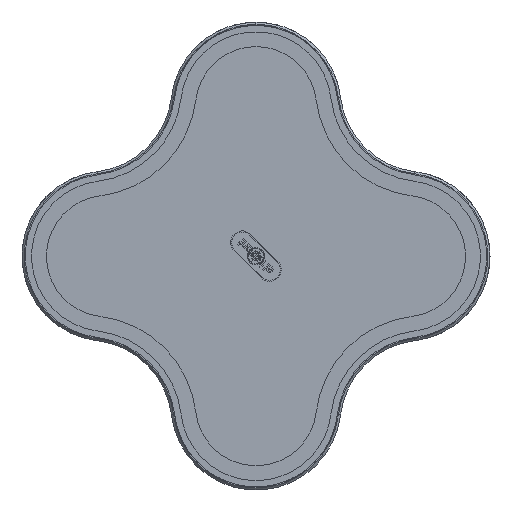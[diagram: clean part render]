
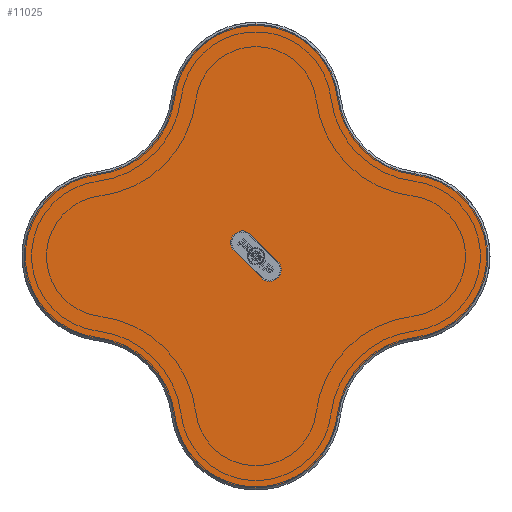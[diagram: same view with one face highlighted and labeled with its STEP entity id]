
A CAD part, front view. The second image highlights one B-rep face of the part: STEP entity #11025.
In plain terms, the highlighted face is planar.
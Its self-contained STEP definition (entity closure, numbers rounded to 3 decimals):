
#5 = ORIENTED_EDGE ( 'NONE', *, *, #14903, .T. ) ;
#49 = EDGE_CURVE ( 'NONE', #6899, #15775, #15783, .T. ) ;
#194 = CARTESIAN_POINT ( 'NONE',  ( -74.602, 8., -38.727 ) ) ;
#222 = VERTEX_POINT ( 'NONE', #15745 ) ;
#827 = VERTEX_POINT ( 'NONE', #983 ) ;
#983 = CARTESIAN_POINT ( 'NONE',  ( -10.253, 8., -2.475 ) ) ;
#1128 = CIRCLE ( 'NONE', #7428, 5.5 ) ;
#1178 = VERTEX_POINT ( 'NONE', #1226 ) ;
#1225 = CIRCLE ( 'NONE', #2897, 41. ) ;
#1226 = CARTESIAN_POINT ( 'NONE',  ( -38.727, 8., 74.602 ) ) ;
#1312 = LINE ( 'NONE', #8255, #6018 ) ;
#1341 = VERTEX_POINT ( 'NONE', #10645 ) ;
#1398 = AXIS2_PLACEMENT_3D ( 'NONE', #5164, #8979, #12747 ) ;
#1621 = AXIS2_PLACEMENT_3D ( 'NONE', #2561, #3931, #11321 ) ;
#1630 = DIRECTION ( 'NONE',  ( 0., 1., 0. ) ) ;
#2064 = DIRECTION ( 'NONE',  ( 0., 0., 1. ) ) ;
#2203 = CARTESIAN_POINT ( 'NONE',  ( 10.253, 8., 2.475 ) ) ;
#2239 = VERTEX_POINT ( 'NONE', #14944 ) ;
#2465 = CARTESIAN_POINT ( 'NONE',  ( -70., 8., 0. ) ) ;
#2473 = AXIS2_PLACEMENT_3D ( 'NONE', #6638, #9134, #10350 ) ;
#2536 = CARTESIAN_POINT ( 'NONE',  ( 74.602, 8., -38.727 ) ) ;
#2561 = CARTESIAN_POINT ( 'NONE',  ( 0., 8., -70. ) ) ;
#2621 = CARTESIAN_POINT ( 'NONE',  ( 38.727, 8., 74.602 ) ) ;
#2897 = AXIS2_PLACEMENT_3D ( 'NONE', #15978, #8550, #9752 ) ;
#2956 = ORIENTED_EDGE ( 'NONE', *, *, #15792, .T. ) ;
#3135 = CIRCLE ( 'NONE', #1621, 39. ) ;
#3242 = CARTESIAN_POINT ( 'NONE',  ( 70., 8., 0. ) ) ;
#3549 = ORIENTED_EDGE ( 'NONE', *, *, #6774, .F. ) ;
#3553 = CIRCLE ( 'NONE', #1398, 39. ) ;
#3578 = CARTESIAN_POINT ( 'NONE',  ( 6.364, 8., 6.364 ) ) ;
#3595 = EDGE_LOOP ( 'NONE', ( #6354, #11551, #3549, #10014, #9122 ) ) ;
#3931 = DIRECTION ( 'NONE',  ( 0., 1., 0. ) ) ;
#4095 = DIRECTION ( 'NONE',  ( 0., 0., 1. ) ) ;
#4301 = VERTEX_POINT ( 'NONE', #2203 ) ;
#4317 = DIRECTION ( 'NONE',  ( 0., -1., 0. ) ) ;
#4523 = AXIS2_PLACEMENT_3D ( 'NONE', #2465, #16180, #8862 ) ;
#4529 = CARTESIAN_POINT ( 'NONE',  ( -79.441, 8., 79.441 ) ) ;
#4580 = DIRECTION ( 'NONE',  ( 0., 0., 1. ) ) ;
#4628 = DIRECTION ( 'NONE',  ( 0., 1., 0. ) ) ;
#4779 = DIRECTION ( 'NONE',  ( 0., 0., 1. ) ) ;
#5006 = CIRCLE ( 'NONE', #6806, 41. ) ;
#5164 = CARTESIAN_POINT ( 'NONE',  ( 0., 8., 70. ) ) ;
#5294 = DIRECTION ( 'NONE',  ( 0., 1., 0. ) ) ;
#5514 = PLANE ( 'NONE',  #9125 ) ;
#5659 = VECTOR ( 'NONE', #12452, 1000. ) ;
#5663 = VERTEX_POINT ( 'NONE', #2621 ) ;
#5803 = EDGE_CURVE ( 'NONE', #7138, #12754, #11971, .T. ) ;
#5872 = CARTESIAN_POINT ( 'NONE',  ( 0., 8., -70. ) ) ;
#6018 = VECTOR ( 'NONE', #12156, 1000. ) ;
#6255 = ORIENTED_EDGE ( 'NONE', *, *, #5803, .T. ) ;
#6354 = ORIENTED_EDGE ( 'NONE', *, *, #6479, .F. ) ;
#6479 = EDGE_CURVE ( 'NONE', #222, #827, #1128, .T. ) ;
#6611 = CARTESIAN_POINT ( 'NONE',  ( 38.727, 8., -74.602 ) ) ;
#6638 = CARTESIAN_POINT ( 'NONE',  ( -79.441, 8., -79.441 ) ) ;
#6671 = CARTESIAN_POINT ( 'NONE',  ( 74.72, 8., -39.72 ) ) ;
#6774 = EDGE_CURVE ( 'NONE', #12663, #4301, #15957, .T. ) ;
#6806 = AXIS2_PLACEMENT_3D ( 'NONE', #4529, #6995, #14497 ) ;
#6819 = AXIS2_PLACEMENT_3D ( 'NONE', #5872, #4628, #4580 ) ;
#6899 = VERTEX_POINT ( 'NONE', #2536 ) ;
#6938 = CIRCLE ( 'NONE', #4523, 39. ) ;
#6955 = EDGE_LOOP ( 'NONE', ( #9222, #13963, #11728, #6255, #13025, #2956, #9333, #15408, #5 ) ) ;
#6995 = DIRECTION ( 'NONE',  ( 0., -1., 0. ) ) ;
#7138 = VERTEX_POINT ( 'NONE', #14687 ) ;
#7428 = AXIS2_PLACEMENT_3D ( 'NONE', #15329, #5294, #4095 ) ;
#7939 = CARTESIAN_POINT ( 'NONE',  ( 79.441, 8., -79.441 ) ) ;
#8255 = CARTESIAN_POINT ( 'NONE',  ( -2.475, 8., -10.253 ) ) ;
#8325 = CIRCLE ( 'NONE', #6819, 39. ) ;
#8533 = AXIS2_PLACEMENT_3D ( 'NONE', #3242, #9656, #2064 ) ;
#8550 = DIRECTION ( 'NONE',  ( 0., -1., 0. ) ) ;
#8823 = VERTEX_POINT ( 'NONE', #11594 ) ;
#8862 = DIRECTION ( 'NONE',  ( 0., 0., 1. ) ) ;
#8979 = DIRECTION ( 'NONE',  ( 0., 1., 0. ) ) ;
#9122 = ORIENTED_EDGE ( 'NONE', *, *, #13845, .F. ) ;
#9125 = AXIS2_PLACEMENT_3D ( 'NONE', #6671, #1630, #12869 ) ;
#9134 = DIRECTION ( 'NONE',  ( 0., -1., 0. ) ) ;
#9222 = ORIENTED_EDGE ( 'NONE', *, *, #49, .T. ) ;
#9333 = ORIENTED_EDGE ( 'NONE', *, *, #11541, .T. ) ;
#9656 = DIRECTION ( 'NONE',  ( 0., 1., 0. ) ) ;
#9752 = DIRECTION ( 'NONE',  ( 0., 0., 1. ) ) ;
#9941 = EDGE_CURVE ( 'NONE', #15775, #13655, #8325, .T. ) ;
#10014 = ORIENTED_EDGE ( 'NONE', *, *, #15534, .F. ) ;
#10027 = FACE_BOUND ( 'NONE', #3595, .T. ) ;
#10087 = EDGE_CURVE ( 'NONE', #5663, #2239, #1225, .T. ) ;
#10189 = EDGE_CURVE ( 'NONE', #12754, #8823, #6938, .T. ) ;
#10350 = DIRECTION ( 'NONE',  ( 0., 0., 1. ) ) ;
#10645 = CARTESIAN_POINT ( 'NONE',  ( 2.475, 8., 10.253 ) ) ;
#10973 = LINE ( 'NONE', #13602, #5659 ) ;
#11025 = ADVANCED_FACE ( 'NONE', ( #10027, #13723 ), #5514, .T. ) ;
#11084 = AXIS2_PLACEMENT_3D ( 'NONE', #3578, #11294, #12471 ) ;
#11294 = DIRECTION ( 'NONE',  ( 0., 1., 0. ) ) ;
#11321 = DIRECTION ( 'NONE',  ( 0., 0., 1. ) ) ;
#11541 = EDGE_CURVE ( 'NONE', #1178, #5663, #3553, .T. ) ;
#11551 = ORIENTED_EDGE ( 'NONE', *, *, #14995, .F. ) ;
#11594 = CARTESIAN_POINT ( 'NONE',  ( -74.602, 8., 38.727 ) ) ;
#11728 = ORIENTED_EDGE ( 'NONE', *, *, #12636, .T. ) ;
#11790 = DIRECTION ( 'NONE',  ( 0., 0., 1. ) ) ;
#11924 = CARTESIAN_POINT ( 'NONE',  ( 0., 8., -109. ) ) ;
#11971 = CIRCLE ( 'NONE', #2473, 41. ) ;
#12156 = DIRECTION ( 'NONE',  ( -0.707, 0., -0.707 ) ) ;
#12199 = DIRECTION ( 'NONE',  ( 0., 1., 0. ) ) ;
#12452 = DIRECTION ( 'NONE',  ( 0.707, 0., 0.707 ) ) ;
#12471 = DIRECTION ( 'NONE',  ( 0., 0., 1. ) ) ;
#12636 = EDGE_CURVE ( 'NONE', #13655, #7138, #3135, .T. ) ;
#12663 = VERTEX_POINT ( 'NONE', #13699 ) ;
#12747 = DIRECTION ( 'NONE',  ( 0., 0., 1. ) ) ;
#12754 = VERTEX_POINT ( 'NONE', #194 ) ;
#12869 = DIRECTION ( 'NONE',  ( 0., 0., 1. ) ) ;
#13025 = ORIENTED_EDGE ( 'NONE', *, *, #10189, .T. ) ;
#13602 = CARTESIAN_POINT ( 'NONE',  ( -10.253, 8., -2.475 ) ) ;
#13618 = AXIS2_PLACEMENT_3D ( 'NONE', #7939, #4317, #11790 ) ;
#13655 = VERTEX_POINT ( 'NONE', #11924 ) ;
#13699 = CARTESIAN_POINT ( 'NONE',  ( 6.364, 8., 11.864 ) ) ;
#13723 = FACE_OUTER_BOUND ( 'NONE', #6955, .T. ) ;
#13845 = EDGE_CURVE ( 'NONE', #827, #1341, #10973, .T. ) ;
#13963 = ORIENTED_EDGE ( 'NONE', *, *, #9941, .T. ) ;
#14012 = CIRCLE ( 'NONE', #8533, 39. ) ;
#14497 = DIRECTION ( 'NONE',  ( 0., 0., 1. ) ) ;
#14585 = CARTESIAN_POINT ( 'NONE',  ( 6.364, 8., 6.364 ) ) ;
#14655 = AXIS2_PLACEMENT_3D ( 'NONE', #14585, #12199, #4779 ) ;
#14687 = CARTESIAN_POINT ( 'NONE',  ( -38.727, 8., -74.602 ) ) ;
#14903 = EDGE_CURVE ( 'NONE', #2239, #6899, #14012, .T. ) ;
#14944 = CARTESIAN_POINT ( 'NONE',  ( 74.602, 8., 38.727 ) ) ;
#14995 = EDGE_CURVE ( 'NONE', #4301, #222, #1312, .T. ) ;
#15329 = CARTESIAN_POINT ( 'NONE',  ( -6.364, 8., -6.364 ) ) ;
#15369 = CIRCLE ( 'NONE', #14655, 5.5 ) ;
#15408 = ORIENTED_EDGE ( 'NONE', *, *, #10087, .T. ) ;
#15534 = EDGE_CURVE ( 'NONE', #1341, #12663, #15369, .T. ) ;
#15745 = CARTESIAN_POINT ( 'NONE',  ( -2.475, 8., -10.253 ) ) ;
#15775 = VERTEX_POINT ( 'NONE', #6611 ) ;
#15783 = CIRCLE ( 'NONE', #13618, 41. ) ;
#15792 = EDGE_CURVE ( 'NONE', #8823, #1178, #5006, .T. ) ;
#15957 = CIRCLE ( 'NONE', #11084, 5.5 ) ;
#15978 = CARTESIAN_POINT ( 'NONE',  ( 79.441, 8., 79.441 ) ) ;
#16180 = DIRECTION ( 'NONE',  ( 0., 1., 0. ) ) ;
